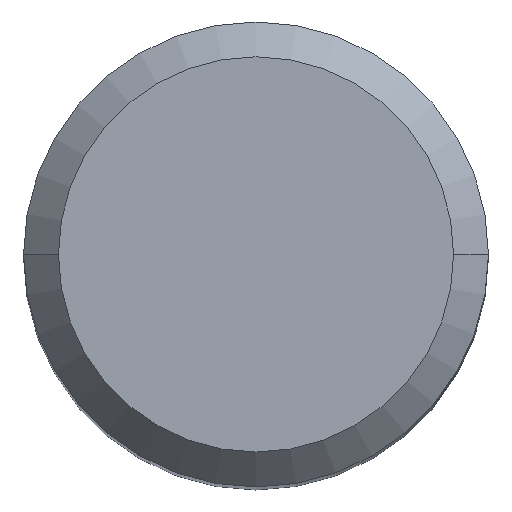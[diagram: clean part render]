
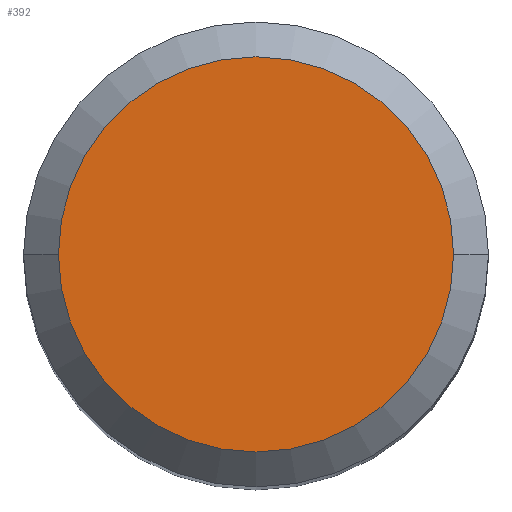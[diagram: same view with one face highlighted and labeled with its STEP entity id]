
A CAD part, top view. The second image highlights one B-rep face of the part: STEP entity #392.
In plain terms, the highlighted planar face has unit normal (0, 0, 1).
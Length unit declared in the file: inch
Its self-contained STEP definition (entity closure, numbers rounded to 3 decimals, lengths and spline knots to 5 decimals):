
#1 = CIRCLE ( 'NONE', #130, 0.16732 ) ;
#6 = DIRECTION ( 'NONE',  ( 1., 0., 0. ) ) ;
#15 = CARTESIAN_POINT ( 'NONE',  ( 0., 0., 0. ) ) ;
#63 = CARTESIAN_POINT ( 'NONE',  ( 0.16732, 0., 0. ) ) ;
#65 = FACE_OUTER_BOUND ( 'NONE', #220, .T. ) ;
#90 = ORIENTED_EDGE ( 'NONE', *, *, #379, .T. ) ;
#120 = VERTEX_POINT ( 'NONE', #63 ) ;
#130 = AXIS2_PLACEMENT_3D ( 'NONE', #253, #221, #364 ) ;
#220 = EDGE_LOOP ( 'NONE', ( #323, #90 ) ) ;
#221 = DIRECTION ( 'NONE',  ( 0., 0., 1. ) ) ;
#232 = DIRECTION ( 'NONE',  ( 0., 0., 1. ) ) ;
#233 = AXIS2_PLACEMENT_3D ( 'NONE', #447, #232, #6 ) ;
#235 = CARTESIAN_POINT ( 'NONE',  ( -0.16732, 0., 0. ) ) ;
#253 = CARTESIAN_POINT ( 'NONE',  ( 0., 0., 0. ) ) ;
#294 = DIRECTION ( 'NONE',  ( 0., 0., -1. ) ) ;
#297 = EDGE_CURVE ( 'NONE', #355, #120, #456, .T. ) ;
#323 = ORIENTED_EDGE ( 'NONE', *, *, #297, .T. ) ;
#355 = VERTEX_POINT ( 'NONE', #235 ) ;
#364 = DIRECTION ( 'NONE',  ( 1., 0., 0. ) ) ;
#379 = EDGE_CURVE ( 'NONE', #120, #355, #1, .T. ) ;
#392 = ADVANCED_FACE ( 'NONE', ( #65 ), #424, .F. ) ;
#406 = AXIS2_PLACEMENT_3D ( 'NONE', #15, #294, #416 ) ;
#416 = DIRECTION ( 'NONE',  ( -1., 0., 0. ) ) ;
#424 = PLANE ( 'NONE',  #406 ) ;
#447 = CARTESIAN_POINT ( 'NONE',  ( 0., 0., 0. ) ) ;
#456 = CIRCLE ( 'NONE', #233, 0.16732 ) ;
